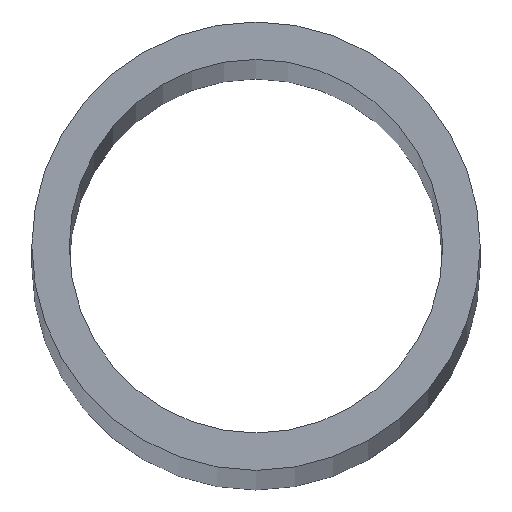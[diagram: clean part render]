
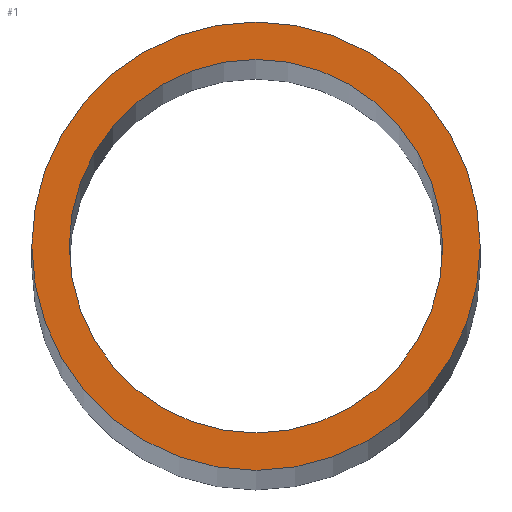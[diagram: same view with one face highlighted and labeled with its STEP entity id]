
A CAD part, top view. The second image highlights one B-rep face of the part: STEP entity #1.
In plain terms, the highlighted planar face has unit normal (0, 0, 1).
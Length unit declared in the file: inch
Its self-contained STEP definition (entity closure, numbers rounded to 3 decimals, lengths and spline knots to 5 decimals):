
#1 = ADVANCED_FACE ( 'NONE', ( #88, #209 ), #225, .T. ) ;
#10 = EDGE_LOOP ( 'NONE', ( #107, #204 ) ) ;
#12 = CARTESIAN_POINT ( 'NONE',  ( 0., 0., 216. ) ) ;
#17 = DIRECTION ( 'NONE',  ( 0., 0., 1. ) ) ;
#26 = AXIS2_PLACEMENT_3D ( 'NONE', #155, #231, #41 ) ;
#32 = AXIS2_PLACEMENT_3D ( 'NONE', #145, #17, #166 ) ;
#36 = DIRECTION ( 'NONE',  ( 0., 0., 1. ) ) ;
#41 = DIRECTION ( 'NONE',  ( 1., 0., 0. ) ) ;
#46 = VERTEX_POINT ( 'NONE', #245 ) ;
#54 = DIRECTION ( 'NONE',  ( 1., 0., 0. ) ) ;
#58 = AXIS2_PLACEMENT_3D ( 'NONE', #173, #134, #192 ) ;
#62 = AXIS2_PLACEMENT_3D ( 'NONE', #232, #36, #153 ) ;
#70 = AXIS2_PLACEMENT_3D ( 'NONE', #12, #111, #54 ) ;
#79 = CARTESIAN_POINT ( 'NONE',  ( -3.591, 0., 216. ) ) ;
#88 = FACE_OUTER_BOUND ( 'NONE', #142, .T. ) ;
#89 = EDGE_CURVE ( 'NONE', #46, #208, #180, .T. ) ;
#103 = CIRCLE ( 'NONE', #58, 3.591 ) ;
#107 = ORIENTED_EDGE ( 'NONE', *, *, #200, .F. ) ;
#111 = DIRECTION ( 'NONE',  ( 0., 0., 1. ) ) ;
#119 = CARTESIAN_POINT ( 'NONE',  ( 4.31, 0., 216. ) ) ;
#127 = VERTEX_POINT ( 'NONE', #230 ) ;
#134 = DIRECTION ( 'NONE',  ( 0., 0., 1. ) ) ;
#142 = EDGE_LOOP ( 'NONE', ( #185, #164 ) ) ;
#145 = CARTESIAN_POINT ( 'NONE',  ( 0., 0., 216. ) ) ;
#153 = DIRECTION ( 'NONE',  ( 1., 0., 0. ) ) ;
#155 = CARTESIAN_POINT ( 'NONE',  ( 0., 0., 216. ) ) ;
#158 = CIRCLE ( 'NONE', #62, 3.591 ) ;
#164 = ORIENTED_EDGE ( 'NONE', *, *, #229, .T. ) ;
#166 = DIRECTION ( 'NONE',  ( 1., 0., 0. ) ) ;
#173 = CARTESIAN_POINT ( 'NONE',  ( 0., 0., 216. ) ) ;
#180 = CIRCLE ( 'NONE', #70, 4.31 ) ;
#181 = VERTEX_POINT ( 'NONE', #79 ) ;
#185 = ORIENTED_EDGE ( 'NONE', *, *, #89, .T. ) ;
#192 = DIRECTION ( 'NONE',  ( 1., 0., 0. ) ) ;
#200 = EDGE_CURVE ( 'NONE', #181, #127, #158, .T. ) ;
#204 = ORIENTED_EDGE ( 'NONE', *, *, #248, .F. ) ;
#208 = VERTEX_POINT ( 'NONE', #119 ) ;
#209 = FACE_BOUND ( 'NONE', #10, .T. ) ;
#221 = CIRCLE ( 'NONE', #26, 4.31 ) ;
#225 = PLANE ( 'NONE',  #32 ) ;
#229 = EDGE_CURVE ( 'NONE', #208, #46, #221, .T. ) ;
#230 = CARTESIAN_POINT ( 'NONE',  ( 3.591, 0., 216. ) ) ;
#231 = DIRECTION ( 'NONE',  ( 0., 0., 1. ) ) ;
#232 = CARTESIAN_POINT ( 'NONE',  ( 0., 0., 216. ) ) ;
#245 = CARTESIAN_POINT ( 'NONE',  ( -4.31, 0., 216. ) ) ;
#248 = EDGE_CURVE ( 'NONE', #127, #181, #103, .T. ) ;
